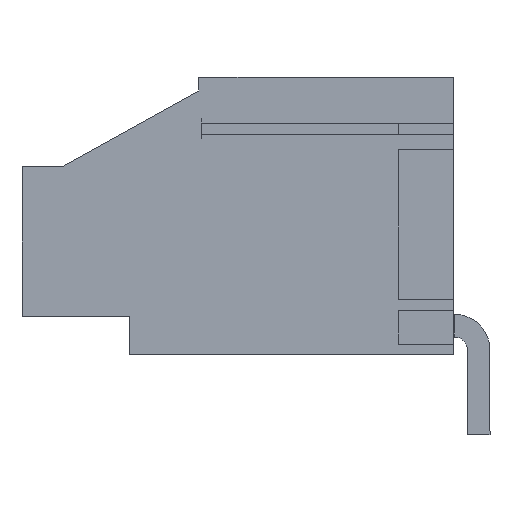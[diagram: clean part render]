
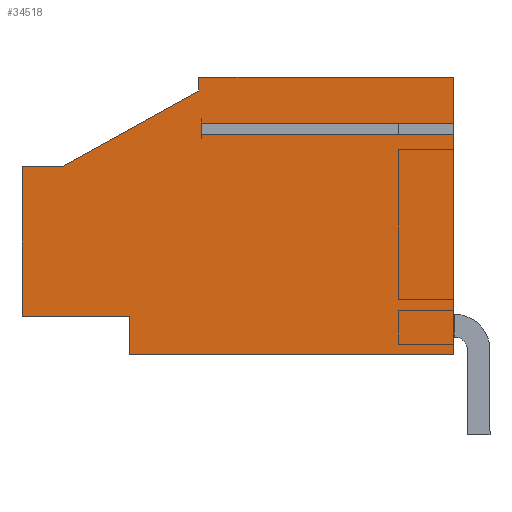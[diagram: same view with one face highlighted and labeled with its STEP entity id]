
A CAD part, left-side view. The second image highlights one B-rep face of the part: STEP entity #34518.
In plain terms, the highlighted planar face has unit normal (-1, 0, 0).
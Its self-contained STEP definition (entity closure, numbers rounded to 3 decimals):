
#34482=AXIS2_PLACEMENT_3D('Plane Axis2P3D',#34479,#34480,#34481) ;
#34064=CARTESIAN_POINT('Vertex',(-55.88,18.57,11.963)) ;
#34071=CARTESIAN_POINT('Vertex',(-55.88,18.57,6.022)) ;
#34074=CARTESIAN_POINT('Line Origine',(-55.88,18.57,8.992)) ;
#34107=CARTESIAN_POINT('Vertex',(-55.88,16.958,11.963)) ;
#34110=CARTESIAN_POINT('Line Origine',(-55.88,17.764,11.963)) ;
#34131=CARTESIAN_POINT('Vertex',(-55.88,11.55,14.961)) ;
#34134=CARTESIAN_POINT('Line Origine',(-55.88,14.254,13.462)) ;
#34158=CARTESIAN_POINT('Line Origine',(-55.88,11.55,15.239)) ;
#34162=CARTESIAN_POINT('Vertex',(-55.88,11.55,15.517)) ;
#34182=CARTESIAN_POINT('Line Origine',(-55.88,6.5,15.517)) ;
#34186=CARTESIAN_POINT('Vertex',(-55.88,1.45,15.517)) ;
#34224=CARTESIAN_POINT('Vertex',(-55.88,1.45,13.692)) ;
#34266=CARTESIAN_POINT('Vertex',(-55.88,1.45,13.242)) ;
#34269=CARTESIAN_POINT('Line Origine',(-55.88,1.45,8.879)) ;
#34273=CARTESIAN_POINT('Vertex',(-55.88,1.45,4.517)) ;
#34281=CARTESIAN_POINT('Line Origine',(-55.88,1.45,14.604)) ;
#34372=CARTESIAN_POINT('Vertex',(-55.88,14.3,4.517)) ;
#34390=CARTESIAN_POINT('Line Origine',(-55.88,7.875,4.517)) ;
#34423=CARTESIAN_POINT('Vertex',(-55.88,14.3,6.022)) ;
#34426=CARTESIAN_POINT('Line Origine',(-55.88,14.3,5.269)) ;
#34467=CARTESIAN_POINT('Line Origine',(-55.88,16.435,6.022)) ;
#34479=CARTESIAN_POINT('Axis2P3D Location',(-55.88,10.01,10.017)) ;
#34484=CARTESIAN_POINT('Line Origine',(-55.88,6.45,13.242)) ;
#34488=CARTESIAN_POINT('Vertex',(-55.88,11.45,13.242)) ;
#34491=CARTESIAN_POINT('Line Origine',(-55.88,11.45,13.467)) ;
#34495=CARTESIAN_POINT('Vertex',(-55.88,11.45,13.692)) ;
#34498=CARTESIAN_POINT('Line Origine',(-55.88,6.45,13.692)) ;
#34075=DIRECTION('Vector Direction',(0.,0.,1.)) ;
#34111=DIRECTION('Vector Direction',(0.,-1.,0.)) ;
#34135=DIRECTION('Vector Direction',(0.,-0.875,0.485)) ;
#34159=DIRECTION('Vector Direction',(0.,0.,-1.)) ;
#34183=DIRECTION('Vector Direction',(0.,1.,0.)) ;
#34270=DIRECTION('Vector Direction',(0.,0.,1.)) ;
#34282=DIRECTION('Vector Direction',(0.,0.,1.)) ;
#34391=DIRECTION('Vector Direction',(0.,1.,0.)) ;
#34427=DIRECTION('Vector Direction',(0.,0.,1.)) ;
#34468=DIRECTION('Vector Direction',(0.,-1.,0.)) ;
#34480=DIRECTION('Axis2P3D Direction',(-1.,0.,0.)) ;
#34481=DIRECTION('Axis2P3D XDirection',(0.,0.,1.)) ;
#34485=DIRECTION('Vector Direction',(0.,1.,0.)) ;
#34492=DIRECTION('Vector Direction',(0.,0.,1.)) ;
#34499=DIRECTION('Vector Direction',(0.,1.,0.)) ;
#34076=VECTOR('Line Direction',#34075,1.) ;
#34112=VECTOR('Line Direction',#34111,1.) ;
#34136=VECTOR('Line Direction',#34135,1.) ;
#34160=VECTOR('Line Direction',#34159,1.) ;
#34184=VECTOR('Line Direction',#34183,1.) ;
#34271=VECTOR('Line Direction',#34270,1.) ;
#34283=VECTOR('Line Direction',#34282,1.) ;
#34392=VECTOR('Line Direction',#34391,1.) ;
#34428=VECTOR('Line Direction',#34427,1.) ;
#34469=VECTOR('Line Direction',#34468,1.) ;
#34486=VECTOR('Line Direction',#34485,1.) ;
#34493=VECTOR('Line Direction',#34492,1.) ;
#34500=VECTOR('Line Direction',#34499,1.) ;
#34504=ORIENTED_EDGE('',*,*,#34285,.T.) ;
#34505=ORIENTED_EDGE('',*,*,#34188,.T.) ;
#34506=ORIENTED_EDGE('',*,*,#34164,.T.) ;
#34507=ORIENTED_EDGE('',*,*,#34138,.F.) ;
#34508=ORIENTED_EDGE('',*,*,#34114,.F.) ;
#34509=ORIENTED_EDGE('',*,*,#34078,.F.) ;
#34510=ORIENTED_EDGE('',*,*,#34471,.T.) ;
#34511=ORIENTED_EDGE('',*,*,#34430,.F.) ;
#34512=ORIENTED_EDGE('',*,*,#34394,.F.) ;
#34513=ORIENTED_EDGE('',*,*,#34275,.T.) ;
#34514=ORIENTED_EDGE('',*,*,#34490,.T.) ;
#34515=ORIENTED_EDGE('',*,*,#34497,.T.) ;
#34516=ORIENTED_EDGE('',*,*,#34502,.F.) ;
#34518=ADVANCED_FACE('16',(#34517),#34483,.T.) ;
#34078=EDGE_CURVE('',#34072,#34065,#34077,.T.) ;
#34114=EDGE_CURVE('',#34065,#34108,#34113,.T.) ;
#34138=EDGE_CURVE('',#34108,#34132,#34137,.T.) ;
#34164=EDGE_CURVE('',#34163,#34132,#34161,.T.) ;
#34188=EDGE_CURVE('',#34187,#34163,#34185,.T.) ;
#34275=EDGE_CURVE('',#34274,#34267,#34272,.T.) ;
#34285=EDGE_CURVE('',#34225,#34187,#34284,.T.) ;
#34394=EDGE_CURVE('',#34274,#34373,#34393,.T.) ;
#34430=EDGE_CURVE('',#34373,#34424,#34429,.T.) ;
#34471=EDGE_CURVE('',#34072,#34424,#34470,.T.) ;
#34490=EDGE_CURVE('',#34267,#34489,#34487,.T.) ;
#34497=EDGE_CURVE('',#34489,#34496,#34494,.T.) ;
#34502=EDGE_CURVE('',#34225,#34496,#34501,.T.) ;
#34503=EDGE_LOOP('',(#34504,#34505,#34506,#34507,#34508,#34509,#34510,#34511,#34512,#34513,#34514,#34515,#34516)) ;
#34517=FACE_OUTER_BOUND('',#34503,.T.) ;
#34077=LINE('Line',#34074,#34076) ;
#34113=LINE('Line',#34110,#34112) ;
#34137=LINE('Line',#34134,#34136) ;
#34161=LINE('Line',#34158,#34160) ;
#34185=LINE('Line',#34182,#34184) ;
#34272=LINE('Line',#34269,#34271) ;
#34284=LINE('Line',#34281,#34283) ;
#34393=LINE('Line',#34390,#34392) ;
#34429=LINE('Line',#34426,#34428) ;
#34470=LINE('Line',#34467,#34469) ;
#34487=LINE('Line',#34484,#34486) ;
#34494=LINE('Line',#34491,#34493) ;
#34501=LINE('Line',#34498,#34500) ;
#34483=PLANE('',#34482) ;
#34065=VERTEX_POINT('',#34064) ;
#34072=VERTEX_POINT('',#34071) ;
#34108=VERTEX_POINT('',#34107) ;
#34132=VERTEX_POINT('',#34131) ;
#34163=VERTEX_POINT('',#34162) ;
#34187=VERTEX_POINT('',#34186) ;
#34225=VERTEX_POINT('',#34224) ;
#34267=VERTEX_POINT('',#34266) ;
#34274=VERTEX_POINT('',#34273) ;
#34373=VERTEX_POINT('',#34372) ;
#34424=VERTEX_POINT('',#34423) ;
#34489=VERTEX_POINT('',#34488) ;
#34496=VERTEX_POINT('',#34495) ;
